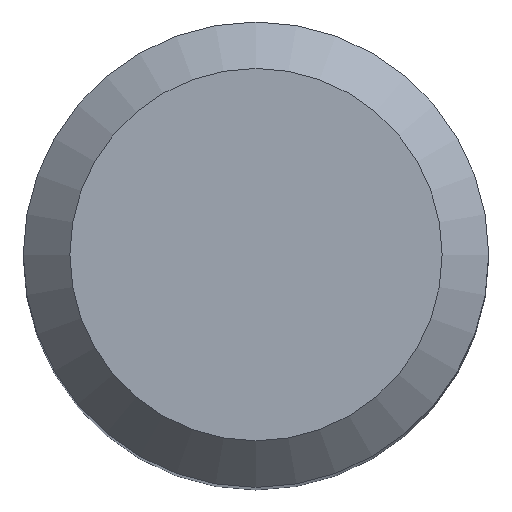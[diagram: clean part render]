
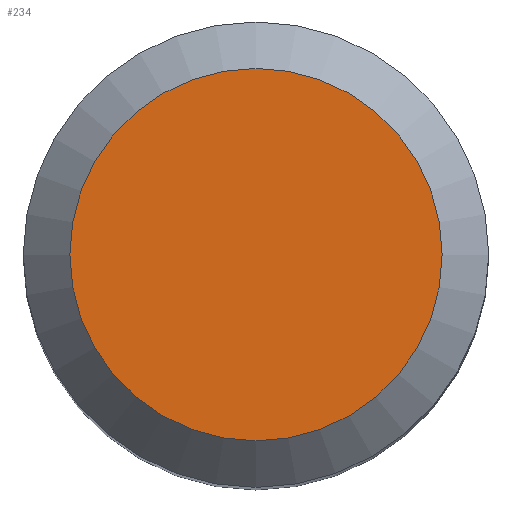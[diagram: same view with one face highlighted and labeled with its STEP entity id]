
A CAD part, top view. The second image highlights one B-rep face of the part: STEP entity #234.
In plain terms, the highlighted planar face has unit normal (0, 0, 1).
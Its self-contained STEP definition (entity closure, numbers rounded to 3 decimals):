
#12 = DIRECTION ( 'NONE',  ( 0., 1., 0. ) ) ;
#24 = AXIS2_PLACEMENT_3D ( 'NONE', #169, #108, #123 ) ;
#27 = EDGE_LOOP ( 'NONE', ( #163 ) ) ;
#74 = CARTESIAN_POINT ( 'NONE',  ( 0., 0., 89. ) ) ;
#108 = DIRECTION ( 'NONE',  ( 0., 0., -1. ) ) ;
#122 = EDGE_CURVE ( 'NONE', #222, #222, #142, .T. ) ;
#123 = DIRECTION ( 'NONE',  ( 0., 1., 0. ) ) ;
#133 = DIRECTION ( 'NONE',  ( 0., 0., -1. ) ) ;
#142 = CIRCLE ( 'NONE', #24, 4. ) ;
#147 = CARTESIAN_POINT ( 'NONE',  ( 0., 4., 89. ) ) ;
#149 = PLANE ( 'NONE',  #250 ) ;
#163 = ORIENTED_EDGE ( 'NONE', *, *, #122, .F. ) ;
#168 = FACE_OUTER_BOUND ( 'NONE', #27, .T. ) ;
#169 = CARTESIAN_POINT ( 'NONE',  ( 0., 0., 89. ) ) ;
#222 = VERTEX_POINT ( 'NONE', #147 ) ;
#234 = ADVANCED_FACE ( 'NONE', ( #168 ), #149, .F. ) ;
#250 = AXIS2_PLACEMENT_3D ( 'NONE', #74, #133, #12 ) ;
